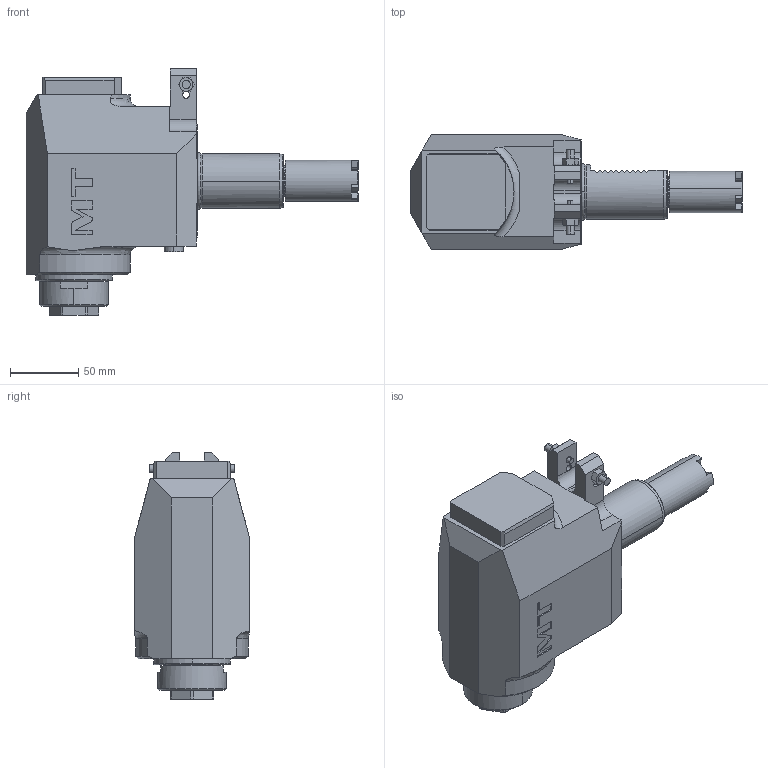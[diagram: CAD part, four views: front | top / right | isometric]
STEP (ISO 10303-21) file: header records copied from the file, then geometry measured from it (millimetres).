
FILE_DESCRIPTION((''),'2;1');
FILE_NAME('HAS0160232_CONF','2024-12-18T16:22:51',('fpalella'),('M.T. srl'),'CREO PARAMETRIC BY PTC INC, 2023352','CREO PARAMETRIC BY PTC INC, 2023352','');
FILE_SCHEMA(('CONFIG_CONTROL_DESIGN'));
Length unit declared in the file: millimetre
Products named in the file (1): HAS0160232_CONF
Bounding box: 242.55 x 84 x 180.03 mm (x, y, z)
Volume: 1255743.9 mm3; surface area: 109728.3 mm2
Topology: 2 solids, 2 shells, 394 faces, 1019 edges, 655 vertices
Faces by surface type: plane 201, cylinder 103, cone 69, torus 17, extrusion 4
Entity records: 13593 total; most frequent: CARTESIAN_POINT 4103, ORIENTED_EDGE 2034, DIRECTION 1876, EDGE_CURVE 1017, AXIS2_PLACEMENT_3D 677, VERTEX_POINT 655, VECTOR 522, LINE 518
